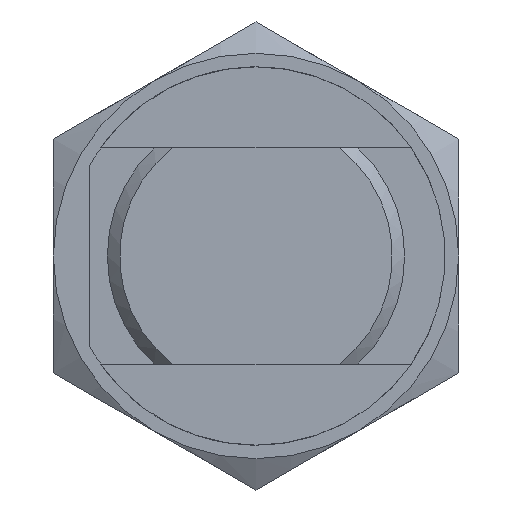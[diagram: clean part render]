
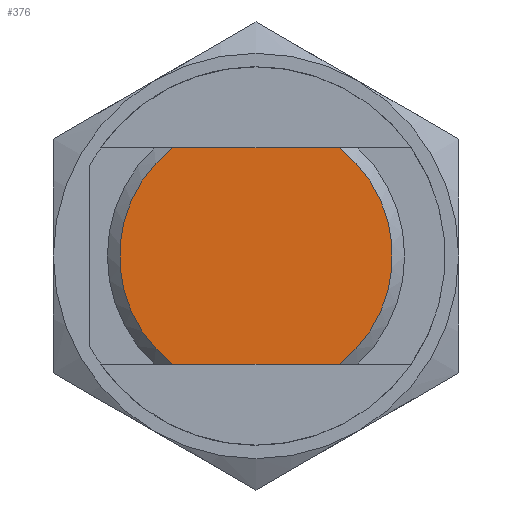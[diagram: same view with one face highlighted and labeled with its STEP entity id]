
A CAD part, front view. The second image highlights one B-rep face of the part: STEP entity #376.
In plain terms, the highlighted planar face has unit normal (0, -1, 0).
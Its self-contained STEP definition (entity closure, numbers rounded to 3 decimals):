
#376 = ADVANCED_FACE( '', ( #728 ), #729, .T. );
#728 = FACE_OUTER_BOUND( '', #1050, .T. );
#729 = PLANE( '', #1051 );
#1050 = EDGE_LOOP( '', ( #1764, #1765, #1766, #1767 ) );
#1051 = AXIS2_PLACEMENT_3D( '', #1768, #1769, #1770 );
#1764 = ORIENTED_EDGE( '', *, *, #2010, .F. );
#1765 = ORIENTED_EDGE( '', *, *, #2035, .T. );
#1766 = ORIENTED_EDGE( '', *, *, #1946, .F. );
#1767 = ORIENTED_EDGE( '', *, *, #1866, .T. );
#1768 = CARTESIAN_POINT( '', ( -5.5, 0., 0. ) );
#1769 = DIRECTION( '', ( 0., -1., 0. ) );
#1770 = DIRECTION( '', ( 0., 0., -1. ) );
#1866 = EDGE_CURVE( '', #2191, #2188, #2192, .T. );
#1946 = EDGE_CURVE( '', #2191, #2310, #2314, .T. );
#2010 = EDGE_CURVE( '', #2395, #2188, #2397, .T. );
#2035 = EDGE_CURVE( '', #2395, #2310, #2423, .T. );
#2188 = VERTEX_POINT( '', #2801 );
#2191 = VERTEX_POINT( '', #2813 );
#2192 = LINE( '', #2814, #2815 );
#2310 = VERTEX_POINT( '', #3062 );
#2314 = CIRCLE( '', #3075, 10.1 );
#2395 = VERTEX_POINT( '', #3314 );
#2397 = CIRCLE( '', #3325, 10.1 );
#2423 = LINE( '', #3373, #3374 );
#2801 = CARTESIAN_POINT( '', ( -6.165, 0., 8. ) );
#2813 = CARTESIAN_POINT( '', ( 6.165, 0., 8. ) );
#2814 = CARTESIAN_POINT( '', ( 6.165, 0., 8. ) );
#2815 = VECTOR( '', #3488, 1000. );
#3062 = CARTESIAN_POINT( '', ( 6.165, 0., -8. ) );
#3075 = AXIS2_PLACEMENT_3D( '', #3588, #3589, #3590 );
#3314 = CARTESIAN_POINT( '', ( -6.165, 0., -8. ) );
#3325 = AXIS2_PLACEMENT_3D( '', #3640, #3641, #3642 );
#3373 = CARTESIAN_POINT( '', ( -6.165, 0., -8. ) );
#3374 = VECTOR( '', #3662, 1000. );
#3488 = DIRECTION( '', ( -1., 0., 0. ) );
#3588 = CARTESIAN_POINT( '', ( 0., 0., 0. ) );
#3589 = DIRECTION( '', ( 0., 1., 0. ) );
#3590 = DIRECTION( '', ( 1., 0., 0. ) );
#3640 = CARTESIAN_POINT( '', ( 0., 0., 0. ) );
#3641 = DIRECTION( '', ( 0., 1., 0. ) );
#3642 = DIRECTION( '', ( -1., 0., 0. ) );
#3662 = DIRECTION( '', ( 1., 0., 0. ) );
